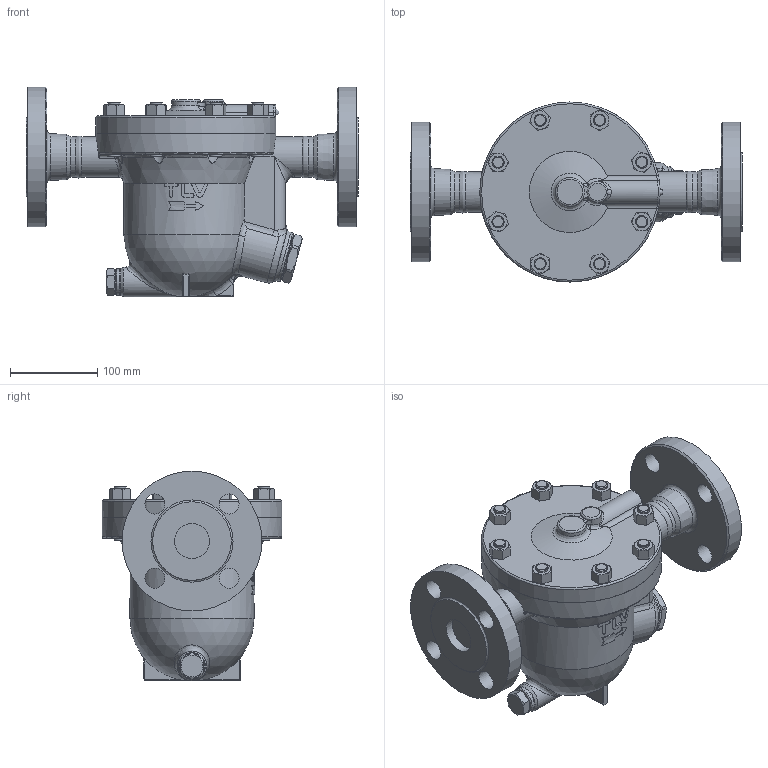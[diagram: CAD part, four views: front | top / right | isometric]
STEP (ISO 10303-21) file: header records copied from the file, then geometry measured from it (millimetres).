
FILE_DESCRIPTION((''),'2;1');
FILE_NAME('j7rlb-040-jis40-00.stp','2010-07-28T15:57:49',('nakaot'),(''),'Autodesk Inventor 2008','Autodesk Inventor 2008','');
FILE_SCHEMA(('AUTOMOTIVE_DESIGN { 1 0 10303 214 1 1 1 1 }'));
Length unit declared in the file: millimetre
Products named in the file (1): j7rlb-040-jis40-00
Bounding box: 380 x 206 x 240 mm (x, y, z)
Volume: 5337885.1 mm3; surface area: 349504.5 mm2
Topology: 1 solids, 1 shells, 420 faces, 1000 edges, 622 vertices
Faces by surface type: plane 142, cylinder 96, bspline 90, cone 79, torus 10, sphere 3
Full cylindrical faces by diameter (mm): 14 x24, 21 x1, 23 x4, 30 x1, 33 x1, 34 x1, 40 x1, 46 x3, 49.5 x1, 58 x1, 150 x1, 160 x1, 206 x2
Entity records: 19777 total; most frequent: CARTESIAN_POINT 11338, ORIENTED_EDGE 1766, DIRECTION 1559, EDGE_CURVE 883, AXIS2_PLACEMENT_3D 676, VERTEX_POINT 598, EDGE_LOOP 585, FACE_OUTER_BOUND 420
